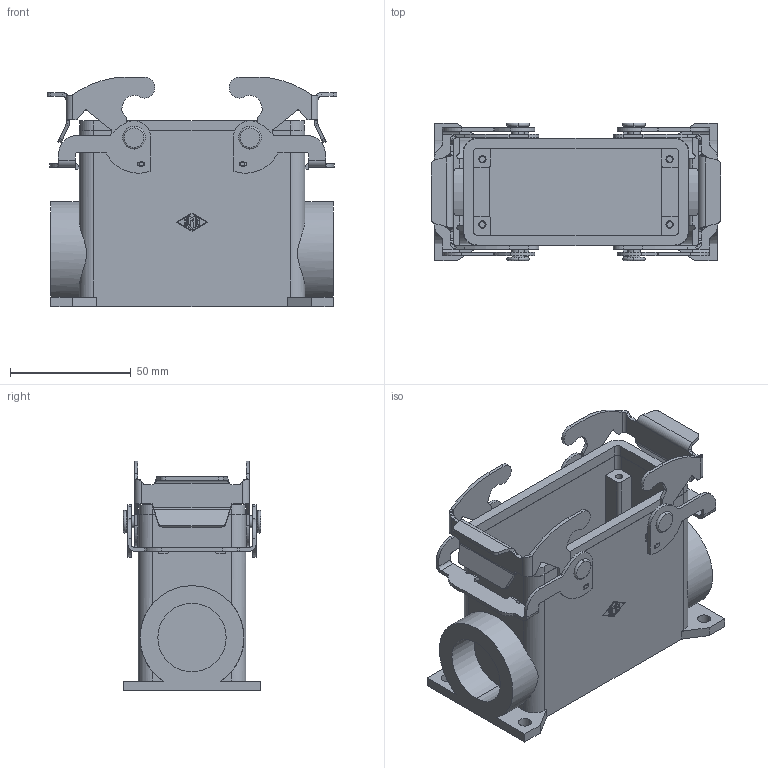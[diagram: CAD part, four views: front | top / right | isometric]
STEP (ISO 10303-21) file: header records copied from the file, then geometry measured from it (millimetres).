
FILE_DESCRIPTION(('Creo Elements/Direct Modeling STEP Export'),'2;1');
FILE_NAME('0ln7uvk4a38bv332936','2017-04-06T16:47:56',(''),(''),'PTC Creo Elements/Direct Modeling STEP processor for AP214 (Solid Model)','PTC Creo Elements/Direct Modeling 19.0E 27-Jun-2016 (C) Parametric Technology GmbH','');
FILE_SCHEMA(('AUTOMOTIVE_DESIGN { 1 0 10303 214 1 1 1 1 }'));
Length unit declared in the file: millimetre
Products named in the file (1): C7AP_16.21
Bounding box: 119.97 x 57 x 95 mm (x, y, z)
Volume: 143298.5 mm3; surface area: 70489.3 mm2
Topology: 1 solids, 1 shells, 596 faces, 1683 edges, 1112 vertices
Faces by surface type: plane 290, cylinder 266, bspline 28, torus 8, cone 4
Entity records: 30187 total; most frequent: CARTESIAN_POINT 10592, ORIENTED_EDGE 3358, DIRECTION 3115, EDGE_CURVE 1679, VERTEX_POINT 1112, VECTOR 1049, LINE 1049, AXIS2_PLACEMENT_3D 1033
